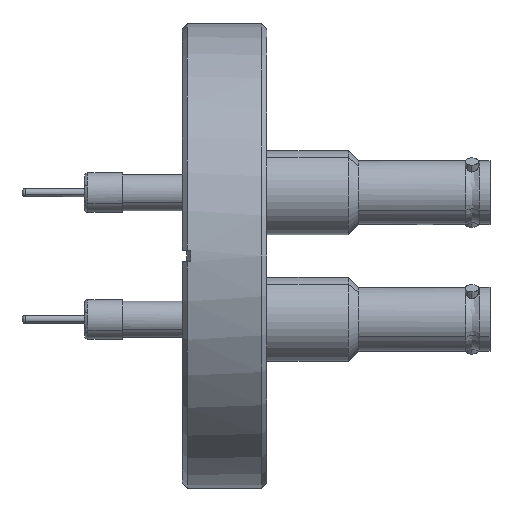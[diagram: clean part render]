
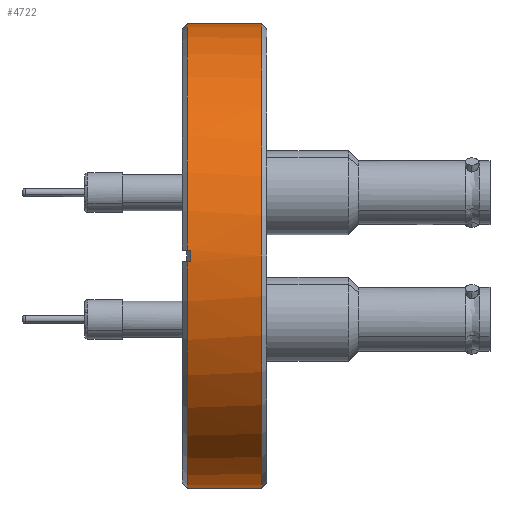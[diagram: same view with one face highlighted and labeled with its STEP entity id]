
A CAD part, left-side view. The second image highlights one B-rep face of the part: STEP entity #4722.
In plain terms, the highlighted cylindrical face has radius 34.925 mm (diameter 69.85 mm), a partial arc.
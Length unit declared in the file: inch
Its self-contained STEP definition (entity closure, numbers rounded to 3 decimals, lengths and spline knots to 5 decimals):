
#358 = DIRECTION ( 'NONE',  ( 0., 0., 1. ) ) ;
#361 = DIRECTION ( 'NONE',  ( 0., 1., 0. ) ) ;
#362 = CARTESIAN_POINT ( 'NONE',  ( 0., 0., 0. ) ) ;
#420 = CARTESIAN_POINT ( 'NONE',  ( 0., -0.70312, -1.375 ) ) ;
#809 = DIRECTION ( 'NONE',  ( 0., 1., 0. ) ) ;
#815 = CARTESIAN_POINT ( 'NONE',  ( 0., -0.70312, 0. ) ) ;
#816 = DIRECTION ( 'NONE',  ( 0., 1., 0. ) ) ;
#817 = DIRECTION ( 'NONE',  ( 0., 0., 1. ) ) ;
#821 = CARTESIAN_POINT ( 'NONE',  ( 0., 0., -1.375 ) ) ;
#834 = CARTESIAN_POINT ( 'NONE',  ( 0., 0., 1.375 ) ) ;
#835 = DIRECTION ( 'NONE',  ( 0., 1., 0. ) ) ;
#1084 = CARTESIAN_POINT ( 'NONE',  ( -1.37455, 0., -0.035 ) ) ;
#1085 = DIRECTION ( 'NONE',  ( 0., 0., 1. ) ) ;
#1086 = DIRECTION ( 'NONE',  ( 0., -1., 0. ) ) ;
#1089 = CARTESIAN_POINT ( 'NONE',  ( 0., -0.72312, 0. ) ) ;
#1090 = DIRECTION ( 'NONE',  ( 0., -1., 0. ) ) ;
#1102 = CARTESIAN_POINT ( 'NONE',  ( -1.37455, 0., 0.035 ) ) ;
#1104 = DIRECTION ( 'NONE',  ( 0., 0., 1. ) ) ;
#1105 = DIRECTION ( 'NONE',  ( 0., 1., 0. ) ) ;
#1106 = CARTESIAN_POINT ( 'NONE',  ( 0., -1.14312, 0. ) ) ;
#1109 = DIRECTION ( 'NONE',  ( 0., 1., 0. ) ) ;
#1307 = VECTOR ( 'NONE', #1090, 39.37008 ) ;
#1311 = VECTOR ( 'NONE', #1109, 39.37008 ) ;
#1312 = CIRCLE ( 'NONE', #3467, 1.375 ) ;
#1313 = LINE ( 'NONE', #1084, #1307 ) ;
#1314 = LINE ( 'NONE', #1102, #1311 ) ;
#1317 = CIRCLE ( 'NONE', #3469, 1.375 ) ;
#1372 = CIRCLE ( 'NONE', #4424, 1.375 ) ;
#2089 = EDGE_CURVE ( 'NONE', #2798, #2743, #1372, .T. ) ;
#2142 = EDGE_CURVE ( 'NONE', #2722, #2854, #1317, .T. ) ;
#2144 = EDGE_CURVE ( 'NONE', #2865, #2798, #1314, .T. ) ;
#2146 = EDGE_CURVE ( 'NONE', #2865, #2852, #1312, .T. ) ;
#2148 = EDGE_CURVE ( 'NONE', #2851, #2852, #1313, .T. ) ;
#2376 = LINE ( 'NONE', #834, #5500 ) ;
#2722 = VERTEX_POINT ( 'NONE', #3126 ) ;
#2743 = VERTEX_POINT ( 'NONE', #3144 ) ;
#2798 = VERTEX_POINT ( 'NONE', #3197 ) ;
#2851 = VERTEX_POINT ( 'NONE', #3242 ) ;
#2852 = VERTEX_POINT ( 'NONE', #3243 ) ;
#2854 = VERTEX_POINT ( 'NONE', #3245 ) ;
#2865 = VERTEX_POINT ( 'NONE', #3256 ) ;
#3126 = CARTESIAN_POINT ( 'NONE',  ( 0., -1.14312, -1.375 ) ) ;
#3144 = CARTESIAN_POINT ( 'NONE',  ( 0., -0.70312, 1.375 ) ) ;
#3197 = CARTESIAN_POINT ( 'NONE',  ( -1.37455, -0.70312, 0.035 ) ) ;
#3242 = CARTESIAN_POINT ( 'NONE',  ( -1.37455, -0.70312, -0.035 ) ) ;
#3243 = CARTESIAN_POINT ( 'NONE',  ( -1.37455, -0.72312, -0.035 ) ) ;
#3245 = CARTESIAN_POINT ( 'NONE',  ( 0., -1.14312, 1.375 ) ) ;
#3256 = CARTESIAN_POINT ( 'NONE',  ( -1.37455, -0.72312, 0.035 ) ) ;
#3467 = AXIS2_PLACEMENT_3D ( 'NONE', #1089, #1086, #1085 ) ;
#3469 = AXIS2_PLACEMENT_3D ( 'NONE', #1106, #1105, #1104 ) ;
#3642 = VECTOR ( 'NONE', #809, 39.37008 ) ;
#3677 = LINE ( 'NONE', #821, #3642 ) ;
#3702 = CIRCLE ( 'NONE', #6452, 1.375 ) ;
#4037 = ORIENTED_EDGE ( 'NONE', *, *, #4591, .F. ) ;
#4038 = ORIENTED_EDGE ( 'NONE', *, *, #2148, .F. ) ;
#4039 = ORIENTED_EDGE ( 'NONE', *, *, #2146, .T. ) ;
#4040 = ORIENTED_EDGE ( 'NONE', *, *, #2144, .F. ) ;
#4041 = ORIENTED_EDGE ( 'NONE', *, *, #2089, .F. ) ;
#4042 = ORIENTED_EDGE ( 'NONE', *, *, #4601, .T. ) ;
#4043 = ORIENTED_EDGE ( 'NONE', *, *, #2142, .T. ) ;
#4044 = ORIENTED_EDGE ( 'NONE', *, *, #4594, .F. ) ;
#4424 = AXIS2_PLACEMENT_3D ( 'NONE', #6492, #6490, #6488 ) ;
#4591 = EDGE_CURVE ( 'NONE', #5396, #2851, #3702, .T. ) ;
#4594 = EDGE_CURVE ( 'NONE', #2722, #5396, #3677, .T. ) ;
#4601 = EDGE_CURVE ( 'NONE', #2854, #2743, #2376, .T. ) ;
#4722 = ADVANCED_FACE ( 'NONE', ( #5701 ), #5709, .T. ) ;
#4905 = AXIS2_PLACEMENT_3D ( 'NONE', #362, #361, #358 ) ;
#5396 = VERTEX_POINT ( 'NONE', #420 ) ;
#5500 = VECTOR ( 'NONE', #835, 39.37008 ) ;
#5701 = FACE_OUTER_BOUND ( 'NONE', #5975, .T. ) ;
#5709 = CYLINDRICAL_SURFACE ( 'NONE', #4905, 1.375 ) ;
#5975 = EDGE_LOOP ( 'NONE', ( #4044, #4043, #4042, #4041, #4040, #4039, #4038, #4037 ) ) ;
#6452 = AXIS2_PLACEMENT_3D ( 'NONE', #815, #816, #817 ) ;
#6488 = DIRECTION ( 'NONE',  ( 0., 0., 1. ) ) ;
#6490 = DIRECTION ( 'NONE',  ( 0., 1., 0. ) ) ;
#6492 = CARTESIAN_POINT ( 'NONE',  ( 0., -0.70312, 0. ) ) ;
